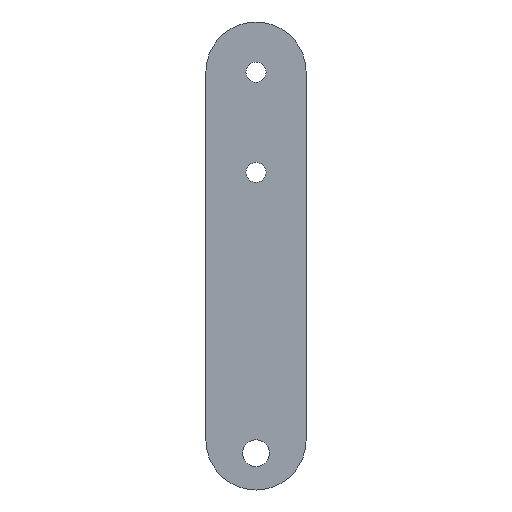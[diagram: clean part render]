
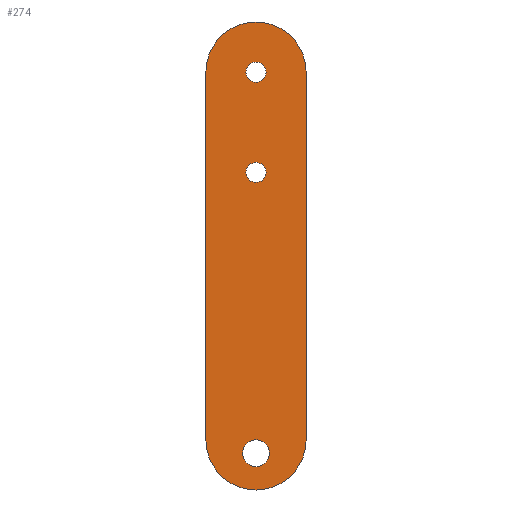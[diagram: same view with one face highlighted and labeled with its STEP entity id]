
A CAD part, front view. The second image highlights one B-rep face of the part: STEP entity #274.
In plain terms, the highlighted planar face has unit normal (0, -1, 0).
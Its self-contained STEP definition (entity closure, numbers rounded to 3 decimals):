
#7 = CARTESIAN_POINT ( 'NONE',  ( 0., -1.25, 62.5 ) ) ;
#11 = CARTESIAN_POINT ( 'NONE',  ( 0., -1.25, 70. ) ) ;
#26 = CARTESIAN_POINT ( 'NONE',  ( 0., -1.25, 5.5 ) ) ;
#27 = ORIENTED_EDGE ( 'NONE', *, *, #494, .T. ) ;
#33 = FACE_BOUND ( 'NONE', #74, .T. ) ;
#35 = DIRECTION ( 'NONE',  ( 0., -1., 0. ) ) ;
#37 = EDGE_CURVE ( 'NONE', #75, #128, #201, .T. ) ;
#42 = DIRECTION ( 'NONE',  ( 0., 1., 0. ) ) ;
#48 = EDGE_LOOP ( 'NONE', ( #278, #444 ) ) ;
#51 = ORIENTED_EDGE ( 'NONE', *, *, #37, .T. ) ;
#60 = CIRCLE ( 'NONE', #168, 7.5 ) ;
#61 = DIRECTION ( 'NONE',  ( 0., 1., 0. ) ) ;
#71 = CARTESIAN_POINT ( 'NONE',  ( -7.5, -1.25, 70. ) ) ;
#72 = CARTESIAN_POINT ( 'NONE',  ( 0., -1.25, 7.5 ) ) ;
#74 = EDGE_LOOP ( 'NONE', ( #265, #281 ) ) ;
#75 = VERTEX_POINT ( 'NONE', #302 ) ;
#83 = FACE_OUTER_BOUND ( 'NONE', #275, .T. ) ;
#90 = CIRCLE ( 'NONE', #251, 1.5 ) ;
#99 = AXIS2_PLACEMENT_3D ( 'NONE', #7, #42, #388 ) ;
#108 = AXIS2_PLACEMENT_3D ( 'NONE', #72, #220, #461 ) ;
#109 = ORIENTED_EDGE ( 'NONE', *, *, #389, .T. ) ;
#110 = CARTESIAN_POINT ( 'NONE',  ( 0., -1.25, 46. ) ) ;
#112 = EDGE_CURVE ( 'NONE', #128, #404, #481, .T. ) ;
#113 = VERTEX_POINT ( 'NONE', #114 ) ;
#114 = CARTESIAN_POINT ( 'NONE',  ( 0., -1.25, 49. ) ) ;
#122 = DIRECTION ( 'NONE',  ( 0., 0., 1. ) ) ;
#127 = EDGE_CURVE ( 'NONE', #449, #405, #334, .T. ) ;
#128 = VERTEX_POINT ( 'NONE', #11 ) ;
#132 = EDGE_CURVE ( 'NONE', #113, #420, #90, .T. ) ;
#137 = DIRECTION ( 'NONE',  ( 0., 0., 1. ) ) ;
#151 = CARTESIAN_POINT ( 'NONE',  ( -7.5, -1.25, 62.5 ) ) ;
#153 = VERTEX_POINT ( 'NONE', #429 ) ;
#155 = CARTESIAN_POINT ( 'NONE',  ( 0., -1.25, 47.5 ) ) ;
#160 = AXIS2_PLACEMENT_3D ( 'NONE', #408, #335, #376 ) ;
#168 = AXIS2_PLACEMENT_3D ( 'NONE', #176, #371, #492 ) ;
#174 = AXIS2_PLACEMENT_3D ( 'NONE', #459, #35, #222 ) ;
#176 = CARTESIAN_POINT ( 'NONE',  ( 0., -1.25, 7.5 ) ) ;
#184 = CARTESIAN_POINT ( 'NONE',  ( 0., -1.25, 5.5 ) ) ;
#200 = EDGE_CURVE ( 'NONE', #405, #449, #256, .T. ) ;
#201 = CIRCLE ( 'NONE', #174, 7.5 ) ;
#205 = CARTESIAN_POINT ( 'NONE',  ( 0., -1.25, 3.5 ) ) ;
#212 = DIRECTION ( 'NONE',  ( 0., 0., 1. ) ) ;
#216 = DIRECTION ( 'NONE',  ( 0., 1., 0. ) ) ;
#220 = DIRECTION ( 'NONE',  ( 0., -1., 0. ) ) ;
#222 = DIRECTION ( 'NONE',  ( 0., 0., 1. ) ) ;
#223 = CARTESIAN_POINT ( 'NONE',  ( 0., -1.25, 62.5 ) ) ;
#230 = DIRECTION ( 'NONE',  ( 0., 0., 1. ) ) ;
#234 = FACE_BOUND ( 'NONE', #48, .T. ) ;
#243 = AXIS2_PLACEMENT_3D ( 'NONE', #184, #216, #212 ) ;
#244 = CARTESIAN_POINT ( 'NONE',  ( 0., -1.25, 47.5 ) ) ;
#249 = CARTESIAN_POINT ( 'NONE',  ( 7.5, -1.25, 70. ) ) ;
#250 = VERTEX_POINT ( 'NONE', #288 ) ;
#251 = AXIS2_PLACEMENT_3D ( 'NONE', #155, #270, #122 ) ;
#256 = CIRCLE ( 'NONE', #160, 1.5 ) ;
#258 = CIRCLE ( 'NONE', #379, 2. ) ;
#265 = ORIENTED_EDGE ( 'NONE', *, *, #132, .T. ) ;
#270 = DIRECTION ( 'NONE',  ( 0., 1., 0. ) ) ;
#274 = ADVANCED_FACE ( 'NONE', ( #33, #338, #234, #83 ), #446, .F. ) ;
#275 = EDGE_LOOP ( 'NONE', ( #109, #27, #465, #51, #432, #322 ) ) ;
#276 = DIRECTION ( 'NONE',  ( 0., -1., 0. ) ) ;
#278 = ORIENTED_EDGE ( 'NONE', *, *, #127, .T. ) ;
#279 = AXIS2_PLACEMENT_3D ( 'NONE', #223, #276, #230 ) ;
#281 = ORIENTED_EDGE ( 'NONE', *, *, #347, .T. ) ;
#284 = CIRCLE ( 'NONE', #108, 7.5 ) ;
#286 = ORIENTED_EDGE ( 'NONE', *, *, #406, .T. ) ;
#287 = VERTEX_POINT ( 'NONE', #205 ) ;
#288 = CARTESIAN_POINT ( 'NONE',  ( 0., -1.25, 7.5 ) ) ;
#289 = DIRECTION ( 'NONE',  ( 0., 1., 0. ) ) ;
#290 = DIRECTION ( 'NONE',  ( 0., 1., 0. ) ) ;
#301 = CARTESIAN_POINT ( 'NONE',  ( 0., -1.25, 64. ) ) ;
#302 = CARTESIAN_POINT ( 'NONE',  ( 7.5, -1.25, 62.5 ) ) ;
#303 = EDGE_LOOP ( 'NONE', ( #488, #286 ) ) ;
#316 = EDGE_CURVE ( 'NONE', #75, #490, #362, .T. ) ;
#322 = ORIENTED_EDGE ( 'NONE', *, *, #471, .T. ) ;
#330 = VECTOR ( 'NONE', #340, 1000. ) ;
#334 = CIRCLE ( 'NONE', #99, 1.5 ) ;
#335 = DIRECTION ( 'NONE',  ( 0., 1., 0. ) ) ;
#338 = FACE_BOUND ( 'NONE', #303, .T. ) ;
#340 = DIRECTION ( 'NONE',  ( 0., 0., -1. ) ) ;
#347 = EDGE_CURVE ( 'NONE', #420, #113, #353, .T. ) ;
#353 = CIRCLE ( 'NONE', #485, 1.5 ) ;
#358 = AXIS2_PLACEMENT_3D ( 'NONE', #409, #290, #137 ) ;
#362 = LINE ( 'NONE', #249, #482 ) ;
#363 = DIRECTION ( 'NONE',  ( 0., 0., 1. ) ) ;
#370 = DIRECTION ( 'NONE',  ( 0., 0., 1. ) ) ;
#371 = DIRECTION ( 'NONE',  ( 0., -1., 0. ) ) ;
#376 = DIRECTION ( 'NONE',  ( 0., 0., 1. ) ) ;
#379 = AXIS2_PLACEMENT_3D ( 'NONE', #26, #61, #370 ) ;
#386 = LINE ( 'NONE', #71, #330 ) ;
#388 = DIRECTION ( 'NONE',  ( 0., 0., 1. ) ) ;
#389 = EDGE_CURVE ( 'NONE', #153, #425, #60, .T. ) ;
#403 = CARTESIAN_POINT ( 'NONE',  ( 0., -1.25, 61. ) ) ;
#404 = VERTEX_POINT ( 'NONE', #151 ) ;
#405 = VERTEX_POINT ( 'NONE', #403 ) ;
#406 = EDGE_CURVE ( 'NONE', #287, #250, #443, .T. ) ;
#408 = CARTESIAN_POINT ( 'NONE',  ( 0., -1.25, 62.5 ) ) ;
#409 = CARTESIAN_POINT ( 'NONE',  ( -7.5, -1.25, 70. ) ) ;
#416 = CARTESIAN_POINT ( 'NONE',  ( 0., -1.25, 0. ) ) ;
#420 = VERTEX_POINT ( 'NONE', #110 ) ;
#425 = VERTEX_POINT ( 'NONE', #416 ) ;
#429 = CARTESIAN_POINT ( 'NONE',  ( -7.5, -1.25, 7.5 ) ) ;
#432 = ORIENTED_EDGE ( 'NONE', *, *, #112, .T. ) ;
#442 = DIRECTION ( 'NONE',  ( 0., 0., -1. ) ) ;
#443 = CIRCLE ( 'NONE', #243, 2. ) ;
#444 = ORIENTED_EDGE ( 'NONE', *, *, #200, .T. ) ;
#446 = PLANE ( 'NONE',  #358 ) ;
#449 = VERTEX_POINT ( 'NONE', #301 ) ;
#458 = CARTESIAN_POINT ( 'NONE',  ( 7.5, -1.25, 7.5 ) ) ;
#459 = CARTESIAN_POINT ( 'NONE',  ( 0., -1.25, 62.5 ) ) ;
#461 = DIRECTION ( 'NONE',  ( 0., 0., 1. ) ) ;
#465 = ORIENTED_EDGE ( 'NONE', *, *, #316, .F. ) ;
#471 = EDGE_CURVE ( 'NONE', #404, #153, #386, .T. ) ;
#475 = EDGE_CURVE ( 'NONE', #250, #287, #258, .T. ) ;
#481 = CIRCLE ( 'NONE', #279, 7.5 ) ;
#482 = VECTOR ( 'NONE', #442, 1000. ) ;
#485 = AXIS2_PLACEMENT_3D ( 'NONE', #244, #289, #363 ) ;
#488 = ORIENTED_EDGE ( 'NONE', *, *, #475, .T. ) ;
#490 = VERTEX_POINT ( 'NONE', #458 ) ;
#492 = DIRECTION ( 'NONE',  ( 0., 0., 1. ) ) ;
#494 = EDGE_CURVE ( 'NONE', #425, #490, #284, .T. ) ;
